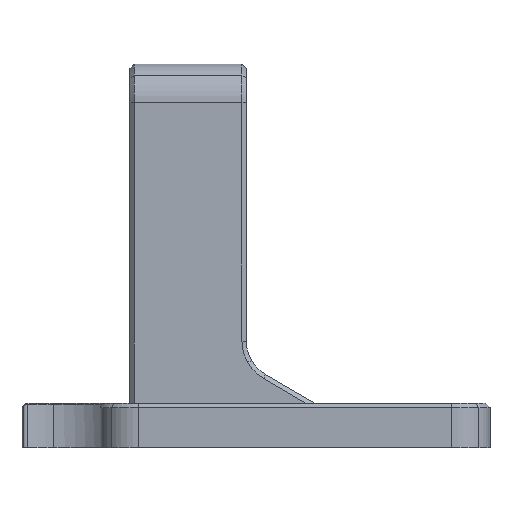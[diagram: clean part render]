
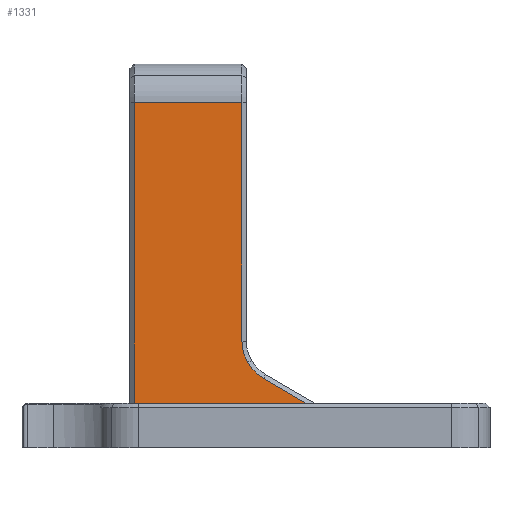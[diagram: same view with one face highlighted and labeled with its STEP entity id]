
A CAD part, left-side view. The second image highlights one B-rep face of the part: STEP entity #1331.
In plain terms, the highlighted planar face has unit normal (-1, 0, 0).
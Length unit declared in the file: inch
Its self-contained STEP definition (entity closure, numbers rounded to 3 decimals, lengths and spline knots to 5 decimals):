
#1331=ADVANCED_FACE('',(#2761),#2762,.T.);
#2761=FACE_OUTER_BOUND('',#4320,.T.);
#2762=PLANE('',#4321);
#4320=EDGE_LOOP('',(#8647,#8648,#8649,#8650,#8651,#8652,#8653));
#4321=AXIS2_PLACEMENT_3D('',#8654,#8655,#8656);
#8647=ORIENTED_EDGE('',*,*,#10929,.F.);
#8648=ORIENTED_EDGE('',*,*,#10893,.F.);
#8649=ORIENTED_EDGE('',*,*,#10056,.T.);
#8650=ORIENTED_EDGE('',*,*,#10878,.F.);
#8651=ORIENTED_EDGE('',*,*,#10960,.F.);
#8652=ORIENTED_EDGE('',*,*,#10874,.F.);
#8653=ORIENTED_EDGE('',*,*,#10846,.F.);
#8654=CARTESIAN_POINT('',(5.91219,0.04783,0.5898));
#8655=DIRECTION('',(-1.0,0.0,0.0));
#8656=DIRECTION('',(0.0,0.0,1.0));
#10056=EDGE_CURVE('',#12340,#12341,#12342,.T.);
#10846=EDGE_CURVE('',#13472,#13483,#13485,.T.);
#10874=EDGE_CURVE('',#13483,#13517,#13521,.T.);
#10878=EDGE_CURVE('',#13525,#12341,#13527,.T.);
#10893=EDGE_CURVE('',#12340,#13226,#13542,.T.);
#10929=EDGE_CURVE('',#13226,#13472,#13583,.T.);
#10960=EDGE_CURVE('',#13517,#13525,#13617,.T.);
#12340=VERTEX_POINT('',#16010);
#12341=VERTEX_POINT('',#16011);
#12342=LINE('',#16012,#16013);
#13226=VERTEX_POINT('',#17424);
#13472=VERTEX_POINT('',#17787);
#13483=VERTEX_POINT('',#17803);
#13485=LINE('',#17806,#17807);
#13517=VERTEX_POINT('',#17851);
#13521=CIRCLE('',#17856,0.13189);
#13525=VERTEX_POINT('',#17861);
#13527=LINE('',#17864,#17865);
#13542=LINE('',#17886,#17887);
#13583=LINE('',#17944,#17945);
#13617=CIRCLE('',#17993,0.13189);
#16010=CARTESIAN_POINT('',(5.91219,0.27401,-0.45201));
#16011=CARTESIAN_POINT('',(5.91219,-0.25252,-0.45201));
#16012=CARTESIAN_POINT('',(5.91219,-0.10504,-0.45201));
#16013=VECTOR('',#18752,1.0);
#17424=CARTESIAN_POINT('',(5.91219,0.27401,0.47169));
#17787=CARTESIAN_POINT('',(5.91219,-0.05612,0.47169));
#17803=CARTESIAN_POINT('',(5.91219,-0.05612,-0.26191));
#17806=CARTESIAN_POINT('',(5.91219,-0.05612,0.14969));
#17807=VECTOR('',#19367,1.0);
#17851=CARTESIAN_POINT('',(5.91219,-0.07368,-0.32767));
#17856=AXIS2_PLACEMENT_3D('',#19393,#19394,#19395);
#17861=CARTESIAN_POINT('',(5.91219,-0.1217,-0.37592));
#17864=CARTESIAN_POINT('',(5.91219,0.15778,-0.21337));
#17865=VECTOR('',#19398,1.0);
#17886=CARTESIAN_POINT('',(5.91219,0.27401,0.55573));
#17887=VECTOR('',#19411,1.0);
#17944=CARTESIAN_POINT('',(5.91219,0.16789,0.47169));
#17945=VECTOR('',#19434,1.0);
#17993=AXIS2_PLACEMENT_3D('',#19452,#19453,#19454);
#18752=DIRECTION('',(0.0,-1.0,0.0));
#19367=DIRECTION('',(0.0,0.0,-1.0));
#19393=CARTESIAN_POINT('',(5.91219,-0.18801,-0.26191));
#19394=DIRECTION('',(-1.0,0.0,0.0));
#19395=DIRECTION('',(0.0,0.867,-0.499));
#19398=DIRECTION('',(0.0,-0.864,-0.503));
#19411=DIRECTION('',(0.0,0.0,1.0));
#19434=DIRECTION('',(0.0,-1.0,0.0));
#19452=CARTESIAN_POINT('',(5.91219,-0.18801,-0.26191));
#19453=DIRECTION('',(-1.0,0.0,0.0));
#19454=DIRECTION('',(0.0,0.867,-0.499));
